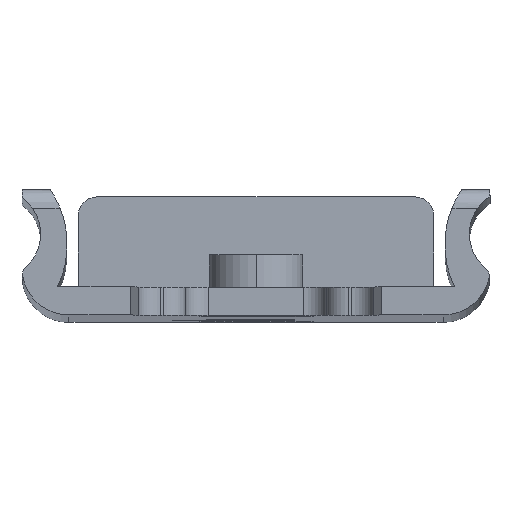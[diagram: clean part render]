
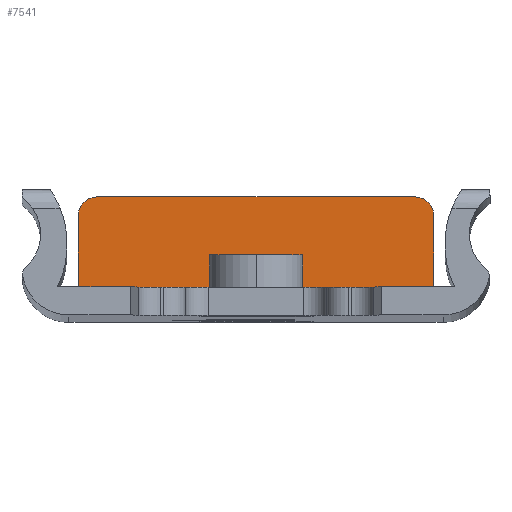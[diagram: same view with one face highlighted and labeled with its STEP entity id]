
A CAD part, top view. The second image highlights one B-rep face of the part: STEP entity #7541.
In plain terms, the highlighted planar face has unit normal (0, 0, 1).
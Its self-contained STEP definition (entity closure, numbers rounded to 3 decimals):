
#173 = CARTESIAN_POINT ( 'NONE',  ( 4., 5.7, 1.5 ) ) ;
#325 = CIRCLE ( 'NONE', #876, 1. ) ;
#396 = LINE ( 'NONE', #3791, #3079 ) ;
#426 = VECTOR ( 'NONE', #4217, 1000. ) ;
#443 = AXIS2_PLACEMENT_3D ( 'NONE', #4354, #5854, #5719 ) ;
#447 = VERTEX_POINT ( 'NONE', #7216 ) ;
#509 = CARTESIAN_POINT ( 'NONE',  ( 4., 6.7, 1.5 ) ) ;
#702 = EDGE_CURVE ( 'NONE', #7497, #8616, #396, .T. ) ;
#876 = AXIS2_PLACEMENT_3D ( 'NONE', #173, #2319, #4618 ) ;
#1052 = EDGE_CURVE ( 'NONE', #6908, #8487, #4708, .T. ) ;
#1288 = CARTESIAN_POINT ( 'NONE',  ( 12.5, 6.7, 1.5 ) ) ;
#1924 = CARTESIAN_POINT ( 'NONE',  ( 3., 1.5, 1.5 ) ) ;
#2069 = AXIS2_PLACEMENT_3D ( 'NONE', #8821, #5101, #3576 ) ;
#2319 = DIRECTION ( 'NONE',  ( 0., 0., 1. ) ) ;
#2605 = ORIENTED_EDGE ( 'NONE', *, *, #1052, .F. ) ;
#3079 = VECTOR ( 'NONE', #4574, 1000. ) ;
#3373 = ORIENTED_EDGE ( 'NONE', *, *, #5169, .T. ) ;
#3407 = ORIENTED_EDGE ( 'NONE', *, *, #7090, .T. ) ;
#3576 = DIRECTION ( 'NONE',  ( 1., 0., 0. ) ) ;
#3791 = CARTESIAN_POINT ( 'NONE',  ( 22., 6.7, 1.5 ) ) ;
#3965 = ORIENTED_EDGE ( 'NONE', *, *, #702, .F. ) ;
#4217 = DIRECTION ( 'NONE',  ( -1., 0., 0. ) ) ;
#4354 = CARTESIAN_POINT ( 'NONE',  ( 21., 5.7, 1.5 ) ) ;
#4537 = CARTESIAN_POINT ( 'NONE',  ( 3., 5.7, 1.5 ) ) ;
#4574 = DIRECTION ( 'NONE',  ( 0., -1., 0. ) ) ;
#4618 = DIRECTION ( 'NONE',  ( 1., 0., 0. ) ) ;
#4708 = LINE ( 'NONE', #5522, #7171 ) ;
#4866 = LINE ( 'NONE', #6410, #426 ) ;
#5101 = DIRECTION ( 'NONE',  ( 0., 0., 1. ) ) ;
#5169 = EDGE_CURVE ( 'NONE', #447, #8011, #9246, .T. ) ;
#5191 = CARTESIAN_POINT ( 'NONE',  ( 22., 1.5, 1.5 ) ) ;
#5397 = VECTOR ( 'NONE', #7278, 1000. ) ;
#5522 = CARTESIAN_POINT ( 'NONE',  ( 3., 6.7, 1.5 ) ) ;
#5719 = DIRECTION ( 'NONE',  ( -1., 0., 0. ) ) ;
#5854 = DIRECTION ( 'NONE',  ( 0., 0., 1. ) ) ;
#6410 = CARTESIAN_POINT ( 'NONE',  ( 2.4, 1.5, 1.5 ) ) ;
#6532 = CIRCLE ( 'NONE', #443, 1. ) ;
#6728 = ORIENTED_EDGE ( 'NONE', *, *, #8145, .T. ) ;
#6908 = VERTEX_POINT ( 'NONE', #1924 ) ;
#7090 = EDGE_CURVE ( 'NONE', #7497, #447, #6532, .T. ) ;
#7171 = VECTOR ( 'NONE', #9212, 1000. ) ;
#7193 = CARTESIAN_POINT ( 'NONE',  ( 22., 5.7, 1.5 ) ) ;
#7216 = CARTESIAN_POINT ( 'NONE',  ( 21., 6.7, 1.5 ) ) ;
#7278 = DIRECTION ( 'NONE',  ( -1., 0., 0. ) ) ;
#7497 = VERTEX_POINT ( 'NONE', #7193 ) ;
#7541 = ADVANCED_FACE ( 'NONE', ( #7807 ), #8071, .T. ) ;
#7612 = EDGE_LOOP ( 'NONE', ( #3407, #3373, #6728, #2605, #8212, #3965 ) ) ;
#7807 = FACE_OUTER_BOUND ( 'NONE', #7612, .T. ) ;
#8011 = VERTEX_POINT ( 'NONE', #509 ) ;
#8071 = PLANE ( 'NONE',  #2069 ) ;
#8145 = EDGE_CURVE ( 'NONE', #8011, #8487, #325, .T. ) ;
#8212 = ORIENTED_EDGE ( 'NONE', *, *, #8888, .F. ) ;
#8487 = VERTEX_POINT ( 'NONE', #4537 ) ;
#8616 = VERTEX_POINT ( 'NONE', #5191 ) ;
#8821 = CARTESIAN_POINT ( 'NONE',  ( 12.5, 5.065, 1.5 ) ) ;
#8888 = EDGE_CURVE ( 'NONE', #8616, #6908, #4866, .T. ) ;
#9212 = DIRECTION ( 'NONE',  ( 0., 1., 0. ) ) ;
#9246 = LINE ( 'NONE', #1288, #5397 ) ;
